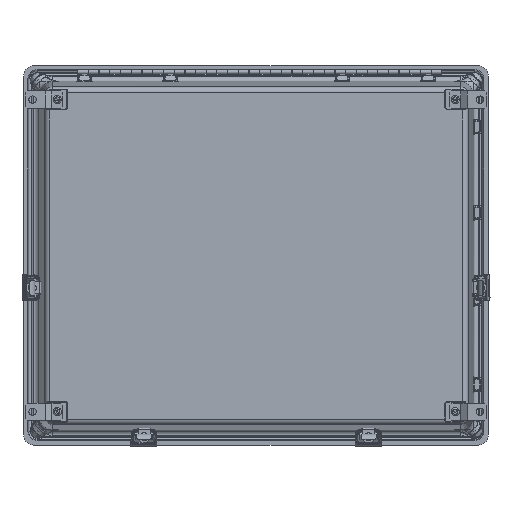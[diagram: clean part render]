
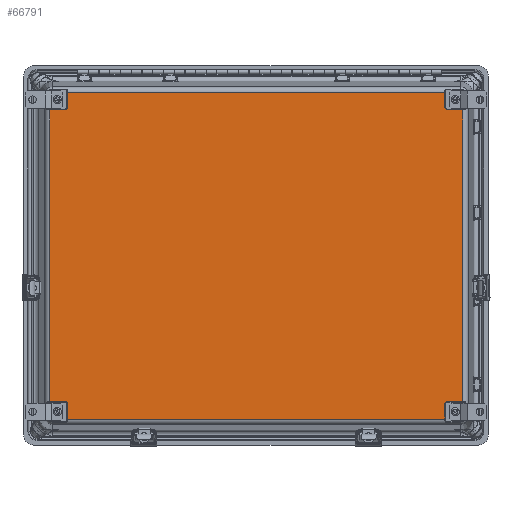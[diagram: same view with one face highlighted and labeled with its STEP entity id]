
A CAD part, front view. The second image highlights one B-rep face of the part: STEP entity #66791.
In plain terms, the highlighted planar face has unit normal (0, -1, 0).
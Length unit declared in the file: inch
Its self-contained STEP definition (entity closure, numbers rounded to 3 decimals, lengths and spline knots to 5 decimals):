
#316 = ORIENTED_EDGE ( 'NONE', *, *, #33862, .T. ) ;
#961 = LINE ( 'NONE', #68693, #44013 ) ;
#1630 = CARTESIAN_POINT ( 'NONE',  ( -8.93755, -8.12936, -6.93474 ) ) ;
#1885 = ORIENTED_EDGE ( 'NONE', *, *, #26155, .T. ) ;
#2002 = CARTESIAN_POINT ( 'NONE',  ( -8.79803, -8.12936, -7.62004 ) ) ;
#2940 = LINE ( 'NONE', #60263, #4659 ) ;
#4372 = EDGE_CURVE ( 'NONE', #14513, #60402, #14962, .T. ) ;
#4493 = ORIENTED_EDGE ( 'NONE', *, *, #62052, .T. ) ;
#4659 = VECTOR ( 'NONE', #26633, 39.37008 ) ;
#7224 = LINE ( 'NONE', #47864, #37085 ) ;
#7298 = DIRECTION ( 'NONE',  ( 0., 0., -1. ) ) ;
#7440 = VERTEX_POINT ( 'NONE', #40804 ) ;
#7688 = VERTEX_POINT ( 'NONE', #51287 ) ;
#8423 = VERTEX_POINT ( 'NONE', #2002 ) ;
#8831 = CARTESIAN_POINT ( 'NONE',  ( 8.79793, -8.12936, -6.93474 ) ) ;
#9563 = DIRECTION ( 'NONE',  ( 0., 1., 0. ) ) ;
#10018 = DIRECTION ( 'NONE',  ( 0., 0., 1. ) ) ;
#10726 = DIRECTION ( 'NONE',  ( 0., -1., 0. ) ) ;
#11047 = VECTOR ( 'NONE', #66083, 39.37008 ) ;
#11254 = ORIENTED_EDGE ( 'NONE', *, *, #72755, .T. ) ;
#11960 = VERTEX_POINT ( 'NONE', #62616 ) ;
#12227 = ORIENTED_EDGE ( 'NONE', *, *, #13083, .T. ) ;
#12250 = EDGE_LOOP ( 'NONE', ( #35444, #54079, #67116, #11254, #49262, #316, #65612, #60631, #54760, #21000, #1885, #4493, #12227, #23937, #13189, #14335 ) ) ;
#12999 = EDGE_CURVE ( 'NONE', #34425, #7688, #34088, .T. ) ;
#13083 = EDGE_CURVE ( 'NONE', #7440, #11960, #17323, .T. ) ;
#13189 = ORIENTED_EDGE ( 'NONE', *, *, #12999, .T. ) ;
#13796 = VECTOR ( 'NONE', #36273, 39.37008 ) ;
#14335 = ORIENTED_EDGE ( 'NONE', *, *, #45228, .T. ) ;
#14513 = VERTEX_POINT ( 'NONE', #49764 ) ;
#14962 = CIRCLE ( 'NONE', #18111, 0.13951 ) ;
#15903 = EDGE_CURVE ( 'NONE', #35546, #17080, #19673, .T. ) ;
#16010 = VECTOR ( 'NONE', #62092, 39.37008 ) ;
#16265 = VERTEX_POINT ( 'NONE', #37672 ) ;
#16424 = VERTEX_POINT ( 'NONE', #18184 ) ;
#17080 = VERTEX_POINT ( 'NONE', #26957 ) ;
#17323 = LINE ( 'NONE', #64233, #13796 ) ;
#18111 = AXIS2_PLACEMENT_3D ( 'NONE', #57657, #24058, #63322 ) ;
#18184 = CARTESIAN_POINT ( 'NONE',  ( 9.62475, -8.12936, 6.79514 ) ) ;
#18346 = DIRECTION ( 'NONE',  ( 1., 0., 0. ) ) ;
#18444 = LINE ( 'NONE', #35678, #33435 ) ;
#19017 = AXIS2_PLACEMENT_3D ( 'NONE', #32887, #72151, #38521 ) ;
#19673 = LINE ( 'NONE', #27387, #47830 ) ;
#20340 = AXIS2_PLACEMENT_3D ( 'NONE', #44417, #10726, #50066 ) ;
#21000 = ORIENTED_EDGE ( 'NONE', *, *, #59375, .T. ) ;
#21600 = VECTOR ( 'NONE', #10018, 39.37008 ) ;
#21835 = PLANE ( 'NONE',  #20340 ) ;
#23937 = ORIENTED_EDGE ( 'NONE', *, *, #52805, .T. ) ;
#24058 = DIRECTION ( 'NONE',  ( 0., 1., 0. ) ) ;
#26155 = EDGE_CURVE ( 'NONE', #26472, #16265, #39934, .T. ) ;
#26472 = VERTEX_POINT ( 'NONE', #52021 ) ;
#26510 = CARTESIAN_POINT ( 'NONE',  ( 8.79793, -8.12936, -6.93474 ) ) ;
#26633 = DIRECTION ( 'NONE',  ( 0., 0., 1. ) ) ;
#26668 = VECTOR ( 'NONE', #50131, 39.37008 ) ;
#26957 = CARTESIAN_POINT ( 'NONE',  ( -8.79803, -8.12936, 7.61996 ) ) ;
#27034 = CARTESIAN_POINT ( 'NONE',  ( -9.62485, -8.12936, 6.79514 ) ) ;
#27387 = CARTESIAN_POINT ( 'NONE',  ( -9.52487, -8.12936, 7.61996 ) ) ;
#28147 = EDGE_CURVE ( 'NONE', #39034, #63331, #41481, .T. ) ;
#30103 = EDGE_CURVE ( 'NONE', #8423, #67835, #961, .T. ) ;
#30989 = LINE ( 'NONE', #46165, #16010 ) ;
#32622 = CARTESIAN_POINT ( 'NONE',  ( 9.62475, -8.12936, -6.79522 ) ) ;
#32887 = CARTESIAN_POINT ( 'NONE',  ( 8.93744, -8.12936, -6.93474 ) ) ;
#33271 = CARTESIAN_POINT ( 'NONE',  ( 8.79793, -8.12936, 6.93465 ) ) ;
#33435 = VECTOR ( 'NONE', #69229, 39.37008 ) ;
#33468 = AXIS2_PLACEMENT_3D ( 'NONE', #1630, #40931, #7298 ) ;
#33862 = EDGE_CURVE ( 'NONE', #16424, #14513, #56724, .T. ) ;
#34088 = CIRCLE ( 'NONE', #33468, 0.13951 ) ;
#34425 = VERTEX_POINT ( 'NONE', #47704 ) ;
#35431 = AXIS2_PLACEMENT_3D ( 'NONE', #43231, #9563, #48907 ) ;
#35444 = ORIENTED_EDGE ( 'NONE', *, *, #30103, .T. ) ;
#35546 = VERTEX_POINT ( 'NONE', #55534 ) ;
#35678 = CARTESIAN_POINT ( 'NONE',  ( -8.93755, -8.12936, -6.79522 ) ) ;
#36273 = DIRECTION ( 'NONE',  ( 0., 0., -1. ) ) ;
#36568 = LINE ( 'NONE', #26510, #21600 ) ;
#37085 = VECTOR ( 'NONE', #53459, 39.37008 ) ;
#37672 = CARTESIAN_POINT ( 'NONE',  ( -8.93755, -8.12936, 6.79514 ) ) ;
#37879 = CARTESIAN_POINT ( 'NONE',  ( 9.62475, -8.12936, -7.52005 ) ) ;
#38346 = DIRECTION ( 'NONE',  ( -1., 0., 0. ) ) ;
#38521 = DIRECTION ( 'NONE',  ( 0., 0., -1. ) ) ;
#39034 = VERTEX_POINT ( 'NONE', #8831 ) ;
#39934 = CIRCLE ( 'NONE', #35431, 0.13951 ) ;
#40112 = VECTOR ( 'NONE', #50933, 39.37008 ) ;
#40804 = CARTESIAN_POINT ( 'NONE',  ( -9.62485, -8.12936, 6.79514 ) ) ;
#40931 = DIRECTION ( 'NONE',  ( 0., 1., 0. ) ) ;
#40990 = LINE ( 'NONE', #37879, #11047 ) ;
#41481 = CIRCLE ( 'NONE', #19017, 0.13951 ) ;
#41636 = LINE ( 'NONE', #72493, #26668 ) ;
#42073 = CARTESIAN_POINT ( 'NONE',  ( 8.93744, -8.12936, -6.79522 ) ) ;
#43231 = CARTESIAN_POINT ( 'NONE',  ( -8.93755, -8.12936, 6.93465 ) ) ;
#44013 = VECTOR ( 'NONE', #18346, 39.37008 ) ;
#44417 = CARTESIAN_POINT ( 'NONE',  ( -9.52487, -8.12936, -7.52005 ) ) ;
#44436 = EDGE_CURVE ( 'NONE', #60402, #35546, #2940, .T. ) ;
#45228 = EDGE_CURVE ( 'NONE', #7688, #8423, #7224, .T. ) ;
#46165 = CARTESIAN_POINT ( 'NONE',  ( 9.62475, -8.12936, -6.79522 ) ) ;
#47704 = CARTESIAN_POINT ( 'NONE',  ( -8.93755, -8.12936, -6.79522 ) ) ;
#47830 = VECTOR ( 'NONE', #72333, 39.37008 ) ;
#47864 = CARTESIAN_POINT ( 'NONE',  ( -8.79803, -8.12936, -7.62004 ) ) ;
#48907 = DIRECTION ( 'NONE',  ( 0., 0., -1. ) ) ;
#49262 = ORIENTED_EDGE ( 'NONE', *, *, #50787, .T. ) ;
#49764 = CARTESIAN_POINT ( 'NONE',  ( 8.93744, -8.12936, 6.79514 ) ) ;
#50066 = DIRECTION ( 'NONE',  ( 0., 0., -1. ) ) ;
#50131 = DIRECTION ( 'NONE',  ( 0., 0., -1. ) ) ;
#50612 = CARTESIAN_POINT ( 'NONE',  ( 8.79793, -8.12936, -7.62004 ) ) ;
#50787 = EDGE_CURVE ( 'NONE', #69643, #16424, #40990, .T. ) ;
#50933 = DIRECTION ( 'NONE',  ( -1., 0., 0. ) ) ;
#51287 = CARTESIAN_POINT ( 'NONE',  ( -8.79803, -8.12936, -6.93474 ) ) ;
#52021 = CARTESIAN_POINT ( 'NONE',  ( -8.79803, -8.12936, 6.93465 ) ) ;
#52633 = VECTOR ( 'NONE', #38346, 39.37008 ) ;
#52805 = EDGE_CURVE ( 'NONE', #11960, #34425, #18444, .T. ) ;
#53459 = DIRECTION ( 'NONE',  ( 0., 0., -1. ) ) ;
#54079 = ORIENTED_EDGE ( 'NONE', *, *, #57616, .T. ) ;
#54760 = ORIENTED_EDGE ( 'NONE', *, *, #15903, .T. ) ;
#55534 = CARTESIAN_POINT ( 'NONE',  ( 8.79793, -8.12936, 7.61996 ) ) ;
#56562 = CARTESIAN_POINT ( 'NONE',  ( 8.93744, -8.12936, 6.79514 ) ) ;
#56724 = LINE ( 'NONE', #56562, #40112 ) ;
#57616 = EDGE_CURVE ( 'NONE', #67835, #39034, #36568, .T. ) ;
#57657 = CARTESIAN_POINT ( 'NONE',  ( 8.93744, -8.12936, 6.93465 ) ) ;
#59375 = EDGE_CURVE ( 'NONE', #17080, #26472, #41636, .T. ) ;
#60263 = CARTESIAN_POINT ( 'NONE',  ( 8.79793, -8.12936, 7.61996 ) ) ;
#60402 = VERTEX_POINT ( 'NONE', #33271 ) ;
#60631 = ORIENTED_EDGE ( 'NONE', *, *, #44436, .T. ) ;
#62052 = EDGE_CURVE ( 'NONE', #16265, #7440, #67545, .T. ) ;
#62092 = DIRECTION ( 'NONE',  ( 1., 0., 0. ) ) ;
#62616 = CARTESIAN_POINT ( 'NONE',  ( -9.62485, -8.12936, -6.79522 ) ) ;
#63322 = DIRECTION ( 'NONE',  ( 0., 0., -1. ) ) ;
#63331 = VERTEX_POINT ( 'NONE', #42073 ) ;
#64233 = CARTESIAN_POINT ( 'NONE',  ( -9.62485, -8.12936, -7.52005 ) ) ;
#64592 = FACE_OUTER_BOUND ( 'NONE', #12250, .T. ) ;
#65612 = ORIENTED_EDGE ( 'NONE', *, *, #4372, .T. ) ;
#66083 = DIRECTION ( 'NONE',  ( 0., 0., 1. ) ) ;
#66791 = ADVANCED_FACE ( 'NONE', ( #64592 ), #21835, .T. ) ;
#67116 = ORIENTED_EDGE ( 'NONE', *, *, #28147, .T. ) ;
#67545 = LINE ( 'NONE', #27034, #52633 ) ;
#67835 = VERTEX_POINT ( 'NONE', #50612 ) ;
#68693 = CARTESIAN_POINT ( 'NONE',  ( -9.52487, -8.12936, -7.62004 ) ) ;
#69229 = DIRECTION ( 'NONE',  ( 1., 0., 0. ) ) ;
#69643 = VERTEX_POINT ( 'NONE', #32622 ) ;
#72151 = DIRECTION ( 'NONE',  ( 0., 1., 0. ) ) ;
#72333 = DIRECTION ( 'NONE',  ( -1., 0., 0. ) ) ;
#72493 = CARTESIAN_POINT ( 'NONE',  ( -8.79803, -8.12936, 6.93465 ) ) ;
#72755 = EDGE_CURVE ( 'NONE', #63331, #69643, #30989, .T. ) ;
